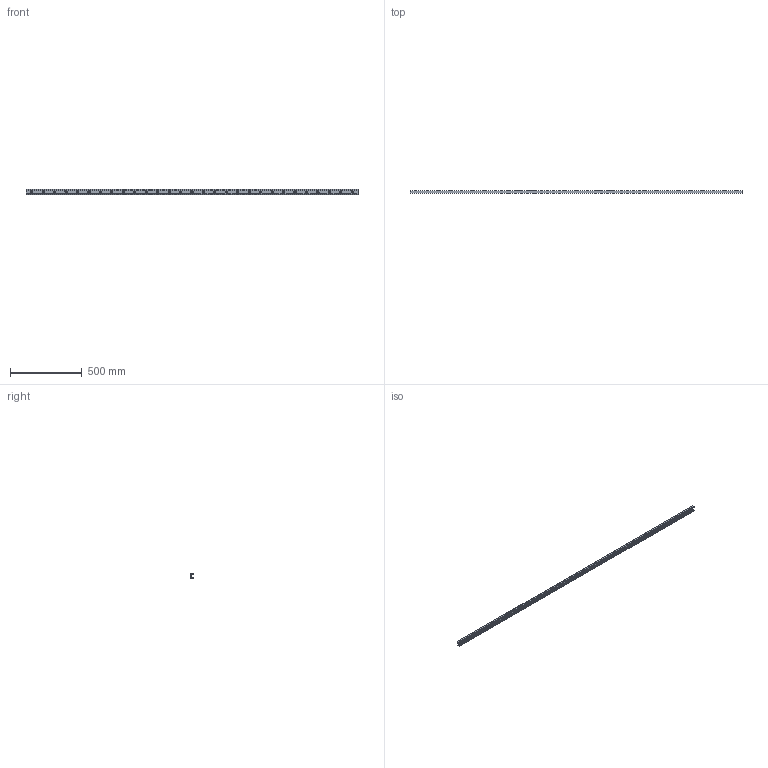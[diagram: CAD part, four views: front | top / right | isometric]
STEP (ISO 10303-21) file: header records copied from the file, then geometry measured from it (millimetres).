
FILE_DESCRIPTION((''),'2;1');
FILE_NAME('LCX 35-2320.C.stp','2016-04-28T09:07:29',('MRathmann'),(''),'Autodesk Inventor 2012','Autodesk Inventor 2012','');
FILE_SCHEMA(('CONFIG_CONTROL_DESIGN'));
Length unit declared in the file: millimetre
Products named in the file (1): LCX 35-2320.C
Bounding box: 2320 x 16.5 x 35 mm (x, y, z)
Volume: 500043.8 mm3; surface area: 297945.4 mm2
Topology: 1 solids, 1 shells, 115 faces, 368 edges, 255 vertices
Faces by surface type: cylinder 71, plane 44
Full cylindrical faces by diameter (mm): 8 x29, 15 x29
Entity records: 4269 total; most frequent: CARTESIAN_POINT 1406, DIRECTION 597, ORIENTED_EDGE 504, AXIS2_PLACEMENT_3D 258, EDGE_CURVE 252, EDGE_LOOP 231, VERTEX_POINT 197, CIRCLE 142
